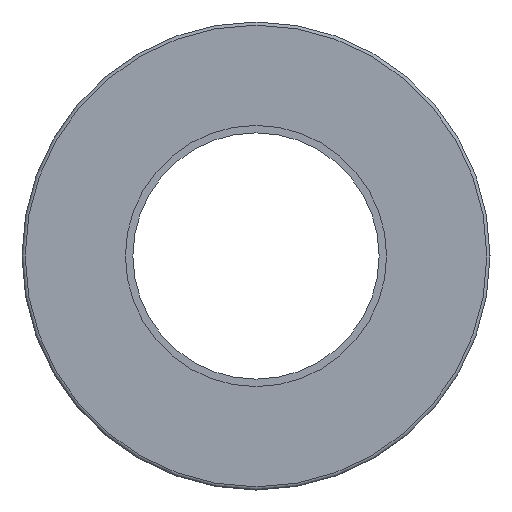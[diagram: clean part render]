
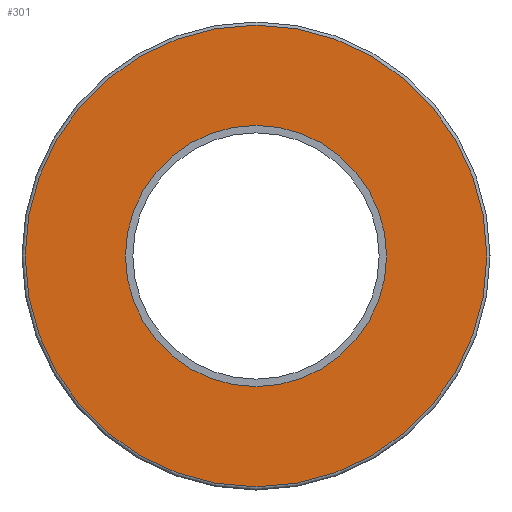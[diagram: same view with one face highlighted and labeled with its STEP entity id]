
A CAD part, left-side view. The second image highlights one B-rep face of the part: STEP entity #301.
In plain terms, the highlighted planar face has unit normal (-1, 0, 0).
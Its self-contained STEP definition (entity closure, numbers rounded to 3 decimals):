
#32=PLANE('',#344);
#46=ORIENTED_EDGE('',*,*,#102,.T.);
#47=ORIENTED_EDGE('',*,*,#100,.F.);
#100=EDGE_CURVE('',#128,#128,#156,.T.);
#102=EDGE_CURVE('',#130,#130,#158,.T.);
#128=VERTEX_POINT('',#514);
#130=VERTEX_POINT('',#519);
#156=CIRCLE('',#342,9.37);
#158=CIRCLE('',#345,5.3);
#186=EDGE_LOOP('',(#46));
#187=EDGE_LOOP('',(#47));
#242=FACE_BOUND('',#186,.T.);
#243=FACE_BOUND('',#187,.T.);
#301=ADVANCED_FACE('',(#242,#243),#32,.T.);
#342=AXIS2_PLACEMENT_3D('',#513,#401,#402);
#344=AXIS2_PLACEMENT_3D('',#517,#405,#406);
#345=AXIS2_PLACEMENT_3D('',#518,#407,#408);
#401=DIRECTION('',(1.,0.,0.));
#402=DIRECTION('',(0.,0.,-1.));
#405=DIRECTION('',(-1.,0.,0.));
#406=DIRECTION('',(0.,0.,1.));
#407=DIRECTION('',(1.,0.,0.));
#408=DIRECTION('',(0.,0.,-1.));
#513=CARTESIAN_POINT('',(-19.5,0.,0.));
#514=CARTESIAN_POINT('',(-19.5,0.,-9.37));
#517=CARTESIAN_POINT('',(-19.5,9.37,0.));
#518=CARTESIAN_POINT('',(-19.5,0.,0.));
#519=CARTESIAN_POINT('',(-19.5,0.,-5.3));
